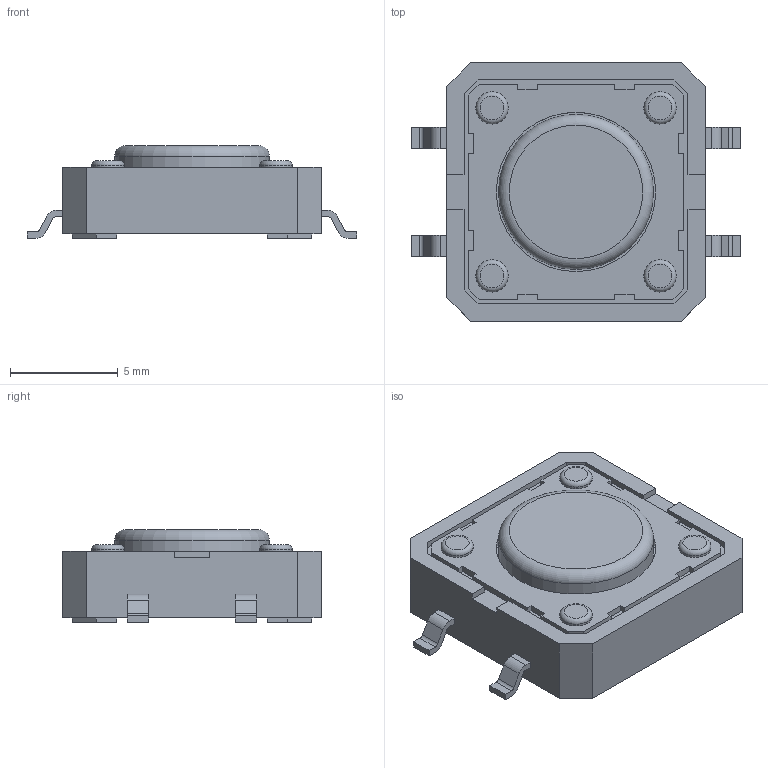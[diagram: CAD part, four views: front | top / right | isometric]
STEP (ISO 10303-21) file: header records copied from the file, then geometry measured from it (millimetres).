
FILE_DESCRIPTION(/* description */ ('model of SW_Push_1P1T_NO_CK_PTS125Sx43SMTR'),/* implementation_level */ '2;1');
FILE_NAME(/* name */ 'SW_Push_1P1T_NO_CK_PTS125Sx43SMTR.step',/* time_stamp */ '1970-01-01T00:00:00',/* author */ ('KiCAD','kicad'),/* organization */ ('OCCT'),/* preprocessor_version */ '',/* originating_system */ 'KiCAD',/* authorisation */ '');
FILE_SCHEMA(('AUTOMOTIVE_DESIGN { 1 0 10303 214 1 1 1 1 }'));
Length unit declared in the file: millimetre
Products named in the file (1): SW_Push_1P1T_NO_CK_PTS125Sx43SMTR
Bounding box: 15.3 x 12 x 4.3 mm (x, y, z)
Volume: 481.5 mm3; surface area: 511.8 mm2
Topology: 1 solids, 1 shells, 160 faces, 424 edges, 281 vertices
Faces by surface type: plane 133, cylinder 22, torus 5
Full cylindrical faces by diameter (mm): 1.5 x4, 7.2 x1, 7.4 x1
Entity records: 3307 total; most frequent: ORIENTED_EDGE 662, CARTESIAN_POINT 463, EDGE_CURVE 424, LINE 328, VERTEX_POINT 281, AXIS2_PLACEMENT_3D 175, FACE_BOUND 175, EDGE_LOOP 175
